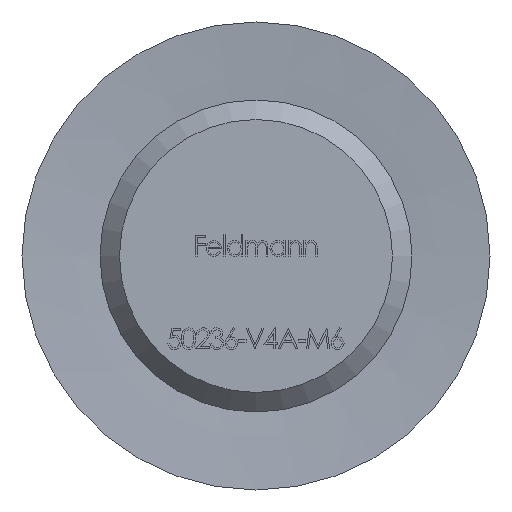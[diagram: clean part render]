
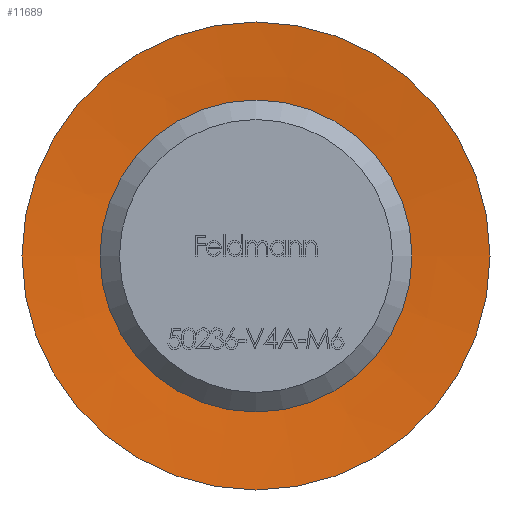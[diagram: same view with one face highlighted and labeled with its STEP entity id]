
A CAD part, front view. The second image highlights one B-rep face of the part: STEP entity #11689.
In plain terms, the highlighted conical face has half-angle 85 degrees and reference radius 3.32 mm.
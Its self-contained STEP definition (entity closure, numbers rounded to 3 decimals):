
#596 = EDGE_CURVE ( 'NONE', #6096, #6096, #2742, .T. ) ;
#841 = EDGE_LOOP ( 'NONE', ( #2788 ) ) ;
#1377 = CARTESIAN_POINT ( 'NONE',  ( 0., 0.234, 0. ) ) ;
#2742 = CIRCLE ( 'NONE', #13307, 6. ) ;
#2788 = ORIENTED_EDGE ( 'NONE', *, *, #3867, .F. ) ;
#3296 = VERTEX_POINT ( 'NONE', #12223 ) ;
#3867 = EDGE_CURVE ( 'NONE', #3296, #3296, #8980, .T. ) ;
#3935 = DIRECTION ( 'NONE',  ( 0., -1., 0. ) ) ;
#5167 = DIRECTION ( 'NONE',  ( 1., 0., 0. ) ) ;
#5762 = AXIS2_PLACEMENT_3D ( 'NONE', #12357, #3935, #5167 ) ;
#6096 = VERTEX_POINT ( 'NONE', #10152 ) ;
#6274 = CONICAL_SURFACE ( 'NONE', #8266, 3.32, 1.484 ) ;
#6664 = ORIENTED_EDGE ( 'NONE', *, *, #596, .T. ) ;
#8266 = AXIS2_PLACEMENT_3D ( 'NONE', #1377, #12833, #8654 ) ;
#8654 = DIRECTION ( 'NONE',  ( 1., 0., 0. ) ) ;
#8936 = FACE_BOUND ( 'NONE', #841, .T. ) ;
#8980 = CIRCLE ( 'NONE', #5762, 3.32 ) ;
#9557 = DIRECTION ( 'NONE',  ( 1., 0., 0. ) ) ;
#10152 = CARTESIAN_POINT ( 'NONE',  ( 6., 0., 0. ) ) ;
#10349 = EDGE_LOOP ( 'NONE', ( #6664 ) ) ;
#10704 = DIRECTION ( 'NONE',  ( 0., -1., 0. ) ) ;
#11240 = FACE_OUTER_BOUND ( 'NONE', #10349, .T. ) ;
#11689 = ADVANCED_FACE ( 'NONE', ( #11240, #8936 ), #6274, .F. ) ;
#12223 = CARTESIAN_POINT ( 'NONE',  ( 3.32, 0.234, 0. ) ) ;
#12357 = CARTESIAN_POINT ( 'NONE',  ( 0., 0.234, 0. ) ) ;
#12833 = DIRECTION ( 'NONE',  ( 0., -1., 0. ) ) ;
#12916 = CARTESIAN_POINT ( 'NONE',  ( 0., 0., 0. ) ) ;
#13307 = AXIS2_PLACEMENT_3D ( 'NONE', #12916, #10704, #9557 ) ;
